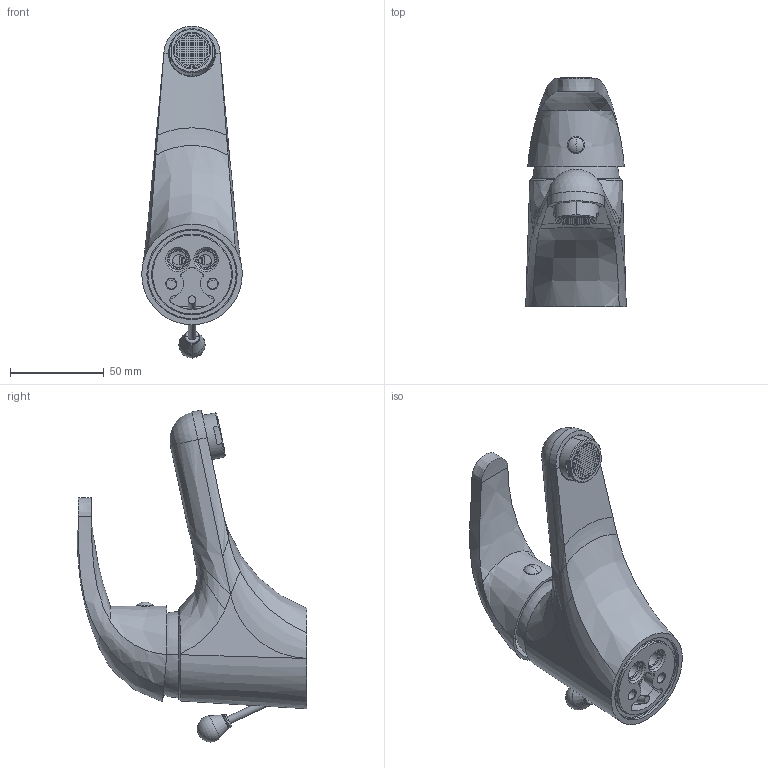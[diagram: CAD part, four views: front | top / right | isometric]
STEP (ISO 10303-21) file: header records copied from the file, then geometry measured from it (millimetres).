
FILE_DESCRIPTION((''),'2;1');
FILE_NAME('PE075CR_SW0001','2024-09-23T14:30:23',('alberto.gaboardi'),('PAFFONI SpA'),'CREO PARAMETRIC BY PTC INC, 2022124','CREO PARAMETRIC BY PTC INC, 2022124','');
FILE_SCHEMA(('CONFIG_CONTROL_DESIGN','SHAPE_APPEARANCE_LAYERS_GROUPS'));
Products named in the file (1): PE075CR_SW0001
Bounding box: 53.5 x 122.03 x 176.63 mm (x, y, z)
Volume: 143452.8 mm3; surface area: 83273.9 mm2
Topology: 4 solids, 4 shells, 2126 faces, 5795 edges, 3794 vertices
Faces by surface type: plane 1711, cylinder 213, bspline 75, torus 60, cone 38, sphere 25, extrusion 4
Entity records: 79584 total; most frequent: CARTESIAN_POINT 20581, ORIENTED_EDGE 11536, DIRECTION 11033, EDGE_CURVE 5768, VECTOR 3875, LINE 3871, VERTEX_POINT 3794, AXIS2_PLACEMENT_3D 3579
